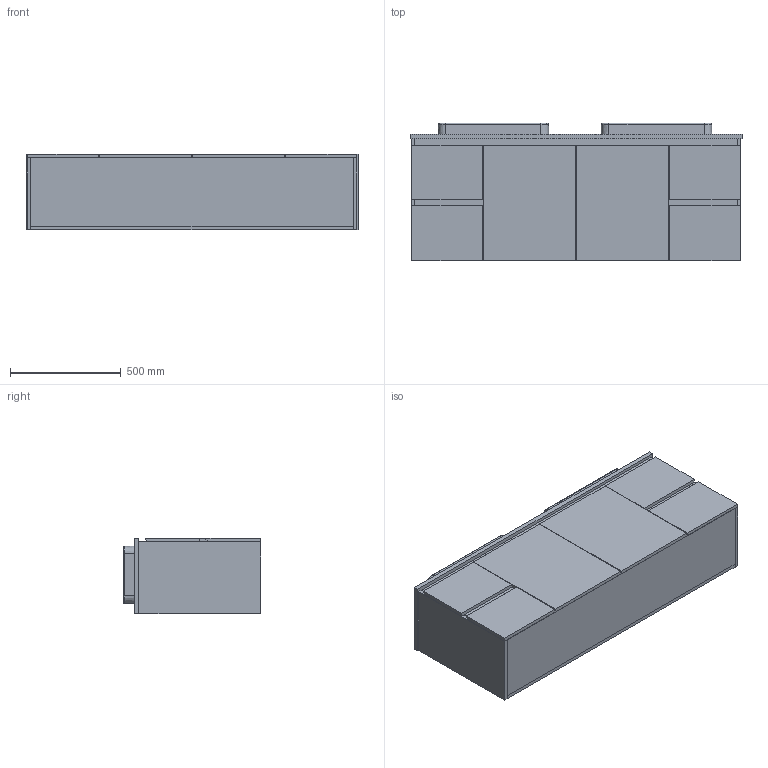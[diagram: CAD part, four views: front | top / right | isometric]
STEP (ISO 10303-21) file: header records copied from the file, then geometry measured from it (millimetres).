
FILE_DESCRIPTION (( 'STEP AP214' ), '1' );
FILE_NAME ('Ensuite Benchtop 1500D WH ASSEM.STEP', '2019-03-06T04:20:47', ( '' ), ( '' ), 'SwSTEP 2.0', 'SolidWorks 2015', '' );
FILE_SCHEMA (( 'AUTOMOTIVE_DESIGN' ));
Length unit declared in the file: millimetre
Products named in the file (3): Ensuite Benchtop 1500D WH ASSEM; Ensuite Benchtop 1500D WH; Faith
Assembly tree (3 placements, depth 2):
  Ensuite Benchtop 1500D WH ASSEM
    Ensuite Benchtop 1500D WH
    Faith  x2
Bounding box: 1500 x 620 x 341.1 mm (x, y, z)
Volume: 61764570.8 mm3; surface area: 8202727.8 mm2
Topology: 14 solids, 14 shells, 224 faces, 566 edges, 372 vertices
Faces by surface type: plane 108, bspline 64, cylinder 32, cone 12, torus 8
Entity records: 67897 total; most frequent: CARTESIAN_POINT 63831, ORIENTED_EDGE 776, DIRECTION 612, EDGE_CURVE 388, VERTEX_POINT 256, LINE 230, VECTOR 230, AXIS2_PLACEMENT_3D 191
